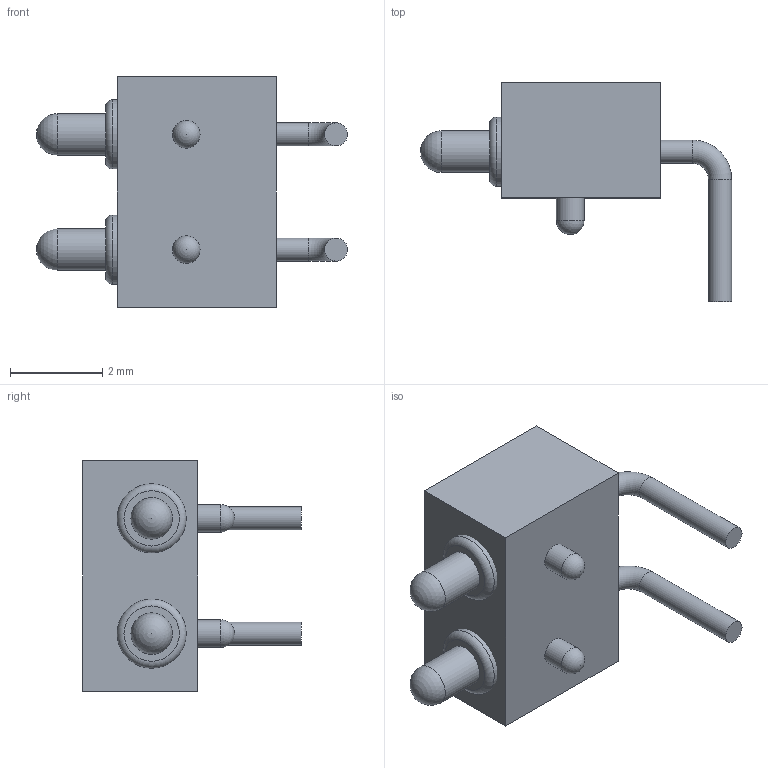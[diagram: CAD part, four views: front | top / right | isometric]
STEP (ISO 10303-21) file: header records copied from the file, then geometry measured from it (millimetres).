
FILE_DESCRIPTION(/* description */ (''),/* implementation_level */ '2;1');
FILE_NAME(/* name */ 'MalePogo.step',/* time_stamp */ '2022-10-08T00:05:50-05:00',/* author */ (''),/* organization */ (''),/* preprocessor_version */ 'ST-DEVELOPER v19',/* originating_system */ 'Autodesk Translation Framework v11.7.0.108',/* authorisation */ '');
FILE_SCHEMA (('AUTOMOTIVE_DESIGN { 1 0 10303 214 3 1 1 }'));
Length unit declared in the file: millimetre
Products named in the file (1): Pogo
Bounding box: 6.75 x 4.75 x 5 mm (x, y, z)
Volume: 59.3 mm3; surface area: 140.3 mm2
Topology: 3 solids, 3 shells, 34 faces, 70 edges, 46 vertices
Faces by surface type: plane 14, cylinder 12, sphere 4, torus 4
Full cylindrical faces by diameter (mm): 0.5 x4, 0.6 x2, 0.9 x2, 1.2 x2, 1.5 x2
Entity records: 945 total; most frequent: DIRECTION 178, CARTESIAN_POINT 147, ORIENTED_EDGE 132, AXIS2_PLACEMENT_3D 77, EDGE_CURVE 66, VERTEX_POINT 46, EDGE_LOOP 42, CIRCLE 42
